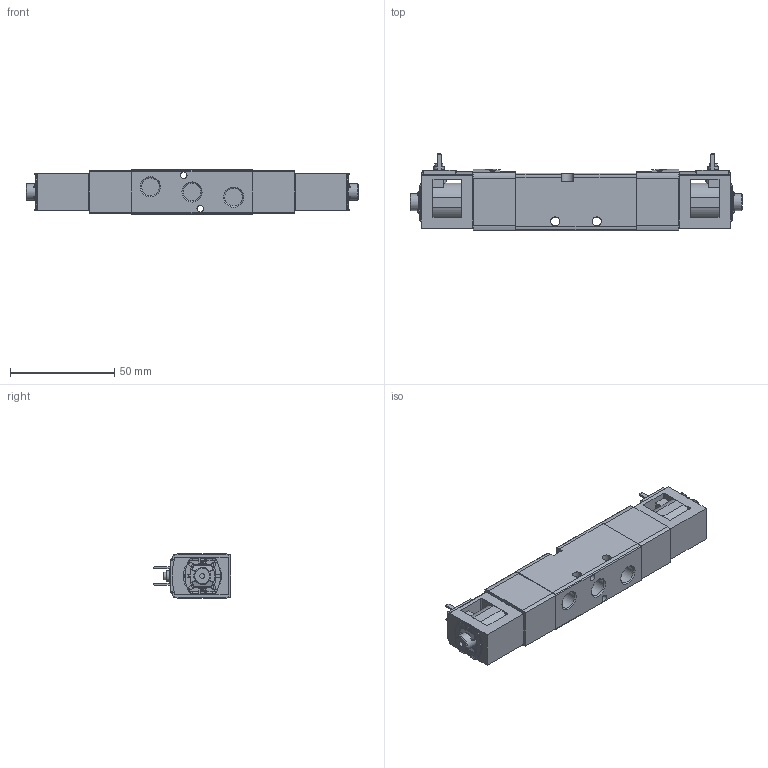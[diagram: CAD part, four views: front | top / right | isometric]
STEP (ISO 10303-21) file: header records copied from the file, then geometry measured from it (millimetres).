
FILE_DESCRIPTION(/* description */ ('STEP AP214'),/* implementation_level */ '2;1');
FILE_NAME(/* name */ '8043215_VUVS-LK20-B52-D-G18-1C1-S',/* time_stamp */ '2024-09-17T19:40:12+02:00',/* author */ ('License CC BY-ND 4.0'),/* organization */ ('CADENAS'),/* preprocessor_version */ 'ST-DEVELOPER v19.3',/* originating_system */ 'PARTsolutions',/* authorisation */ ' ');
FILE_SCHEMA (('AUTOMOTIVE_DESIGN {1 0 10303 214 3 1 1}'));
Length unit declared in the file: millimetre
Products named in the file (4): 8043215 VUVS-LK20-B52-D-G18-1C1-S; 8043215 VUVS-LK20-B52-D-G18-1C1_p---(-_0_0); 8199151 VACS-LK20; 8089671 VACX---(clip)
Assembly tree (5 placements, depth 2):
  8043215 VUVS-LK20-B52-D-G18-1C1-S
    8043215 VUVS-LK20-B52-D-G18-1C1_p---(-_0_0)
    8199151 VACS-LK20  x2
    8089671 VACX---(clip)  x2
Bounding box: 159.6 x 37.3 x 21.2 mm (x, y, z)
Volume: 77050.5 mm3; surface area: 25012.7 mm2
Topology: 5 solids, 5 shells, 765 faces, 2013 edges, 1331 vertices
Faces by surface type: plane 429, cylinder 319, cone 9, torus 8
Full cylindrical faces by diameter (mm): 2.013 x2, 2.4 x6, 2.6 x4, 2.8 x2, 3.2 x2, 3.8 x2, 4.3 x4, 5 x2, 7.4 x2, 8 x4, 8.15 x2, 8.566 x5, 10 x2, 12 x4
Entity records: 17504 total; most frequent: CARTESIAN_POINT 2734, DIRECTION 2564, ORIENTED_EDGE 2408, EDGE_CURVE 1204, AXIS2_PLACEMENT_3D 924, VERTEX_POINT 827, LINE 716, VECTOR 716
